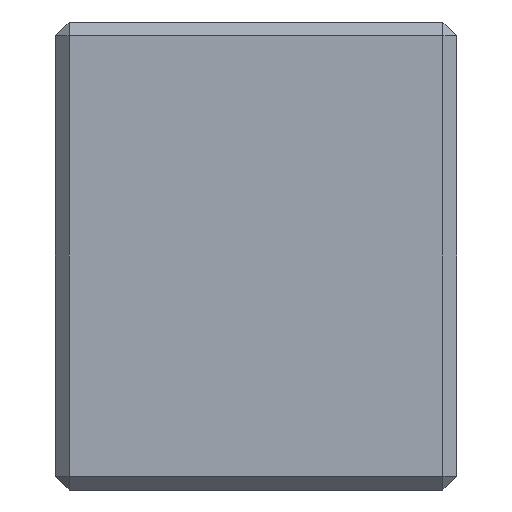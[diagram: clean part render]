
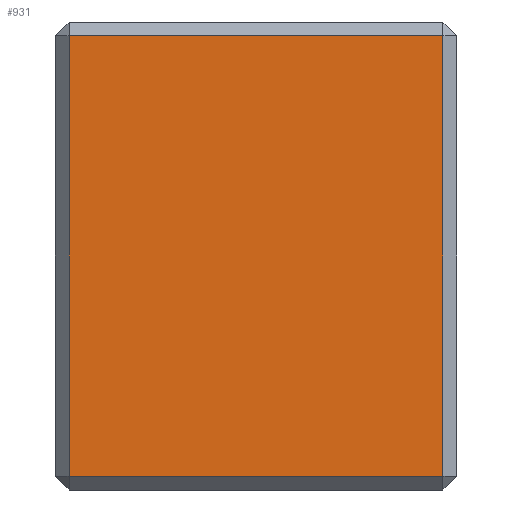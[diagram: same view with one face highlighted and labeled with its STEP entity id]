
A CAD part, front view. The second image highlights one B-rep face of the part: STEP entity #931.
In plain terms, the highlighted planar face has unit normal (0, -1, 0).
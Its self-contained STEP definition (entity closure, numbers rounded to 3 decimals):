
#37 = DIRECTION ( 'NONE',  ( 0., 0., 1. ) ) ;
#80 = DIRECTION ( 'NONE',  ( -1., 0., 0. ) ) ;
#92 = LINE ( 'NONE', #554, #217 ) ;
#133 = CARTESIAN_POINT ( 'NONE',  ( -6.75, -3.1, 10. ) ) ;
#145 = VECTOR ( 'NONE', #678, 1000. ) ;
#166 = EDGE_CURVE ( 'NONE', #966, #1257, #92, .T. ) ;
#217 = VECTOR ( 'NONE', #559, 1000. ) ;
#262 = LINE ( 'NONE', #719, #299 ) ;
#299 = VECTOR ( 'NONE', #37, 1000. ) ;
#321 = CARTESIAN_POINT ( 'NONE',  ( -7.25, -3.1, 0.5 ) ) ;
#425 = PLANE ( 'NONE',  #1112 ) ;
#440 = ORIENTED_EDGE ( 'NONE', *, *, #695, .T. ) ;
#446 = CARTESIAN_POINT ( 'NONE',  ( 6.75, -3.1, 0.5 ) ) ;
#553 = EDGE_CURVE ( 'NONE', #1440, #1436, #1121, .T. ) ;
#554 = CARTESIAN_POINT ( 'NONE',  ( -7.25, -3.1, 16.4 ) ) ;
#559 = DIRECTION ( 'NONE',  ( -1., 0., 0. ) ) ;
#633 = CARTESIAN_POINT ( 'NONE',  ( -6.75, -3.1, 16.4 ) ) ;
#677 = DIRECTION ( 'NONE',  ( 0., 1., 0. ) ) ;
#678 = DIRECTION ( 'NONE',  ( 1., 0., 0. ) ) ;
#695 = EDGE_CURVE ( 'NONE', #1257, #1440, #1393, .T. ) ;
#719 = CARTESIAN_POINT ( 'NONE',  ( 6.75, -3.1, 10. ) ) ;
#722 = DIRECTION ( 'NONE',  ( 0., 0., -1. ) ) ;
#776 = ORIENTED_EDGE ( 'NONE', *, *, #1235, .T. ) ;
#902 = CARTESIAN_POINT ( 'NONE',  ( -6.75, -3.1, 0.5 ) ) ;
#904 = FACE_OUTER_BOUND ( 'NONE', #1130, .T. ) ;
#931 = ADVANCED_FACE ( 'NONE', ( #904 ), #425, .F. ) ;
#966 = VERTEX_POINT ( 'NONE', #1019 ) ;
#1019 = CARTESIAN_POINT ( 'NONE',  ( 6.75, -3.1, 16.4 ) ) ;
#1022 = VECTOR ( 'NONE', #722, 1000. ) ;
#1103 = CARTESIAN_POINT ( 'NONE',  ( -7.25, -3.1, 10. ) ) ;
#1112 = AXIS2_PLACEMENT_3D ( 'NONE', #1103, #677, #80 ) ;
#1121 = LINE ( 'NONE', #321, #145 ) ;
#1130 = EDGE_LOOP ( 'NONE', ( #1231, #440, #1223, #776 ) ) ;
#1223 = ORIENTED_EDGE ( 'NONE', *, *, #553, .T. ) ;
#1231 = ORIENTED_EDGE ( 'NONE', *, *, #166, .T. ) ;
#1235 = EDGE_CURVE ( 'NONE', #1436, #966, #262, .T. ) ;
#1257 = VERTEX_POINT ( 'NONE', #633 ) ;
#1393 = LINE ( 'NONE', #133, #1022 ) ;
#1436 = VERTEX_POINT ( 'NONE', #446 ) ;
#1440 = VERTEX_POINT ( 'NONE', #902 ) ;
